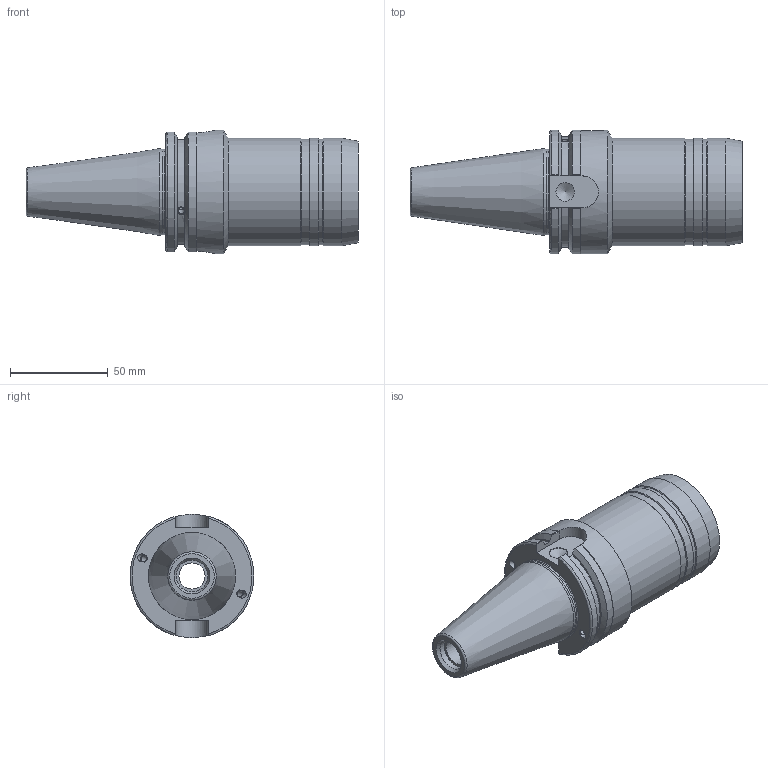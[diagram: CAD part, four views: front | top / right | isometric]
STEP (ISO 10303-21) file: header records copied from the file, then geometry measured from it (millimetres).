
FILE_DESCRIPTION(/* description */ (''),/* implementation_level */ '2;1');
FILE_NAME(/* name */ 'WK030.stp',/* time_stamp */ '2024-12-26T16:56:01+09:00',/* author */ ('eos'),/* organization */ (''),/* preprocessor_version */ 'ST-DEVELOPER v20',/* originating_system */ 'Autodesk Inventor 2025',/* authorisation */ '');
FILE_SCHEMA (('AUTOMOTIVE_DESIGN { 1 0 10303 214 3 1 1 }'));
Length unit declared in the file: millimetre
Products named in the file (1): CAT50
Bounding box: 169.85 x 63.26 x 63 mm (x, y, z)
Volume: 270106.4 mm3; surface area: 41472 mm2
Topology: 1 solids, 1 shells, 96 faces, 254 edges, 162 vertices
Faces by surface type: plane 38, cylinder 35, cone 17, torus 6
Full cylindrical faces by diameter (mm): 3.242 x8, 4 x2, 4.2 x2, 9.525 x1, 13.386 x1, 14.917 x1, 16.3 x1, 25.4 x1, 25.8 x1, 43.6 x1, 54 x2, 55 x3, 63 x1
Entity records: 3253 total; most frequent: CARTESIAN_POINT 836, ORIENTED_EDGE 502, DIRECTION 502, EDGE_CURVE 251, AXIS2_PLACEMENT_3D 198, VERTEX_POINT 162, EDGE_LOOP 111, LINE 106
